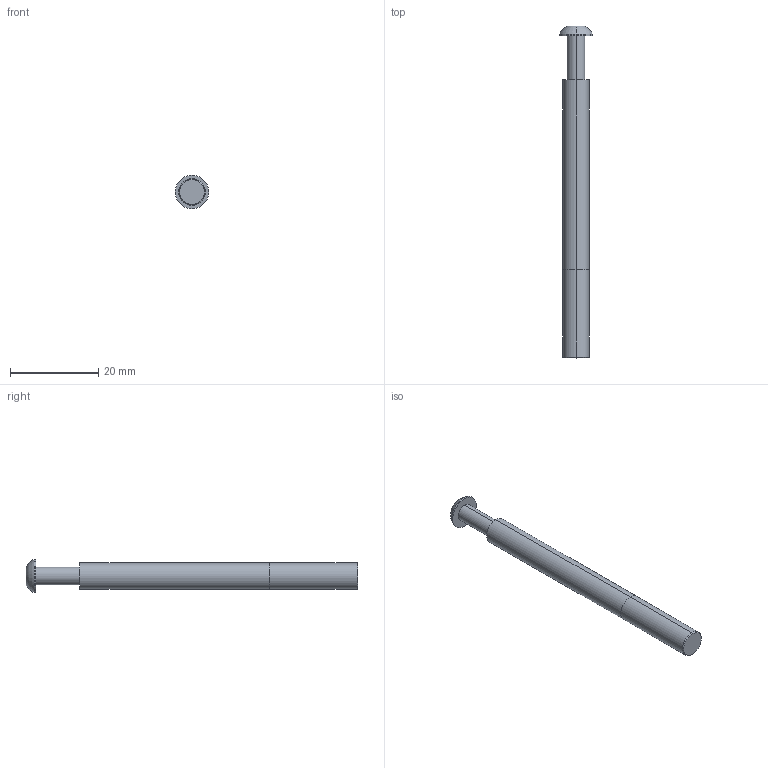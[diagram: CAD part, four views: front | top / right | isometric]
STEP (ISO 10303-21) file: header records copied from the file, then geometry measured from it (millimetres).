
FILE_DESCRIPTION (( 'STEP AP214' ), '1' );
FILE_NAME ('21577~0.STEP', '2019-02-12T12:16:04', ( '' ), ( '' ), 'SwSTEP 2.0', 'SolidWorks 2018', '' );
FILE_SCHEMA (( 'AUTOMOTIVE_DESIGN' ));
Length unit declared in the file: millimetre
Products named in the file (1): 21577~0
Bounding box: 7.6 x 75.2 x 7.6 mm (x, y, z)
Volume: 1966.9 mm3; surface area: 1478.1 mm2
Topology: 1 solids, 1 shells, 34 faces, 81 edges, 52 vertices
Faces by surface type: cylinder 25, plane 5, torus 2, cone 2
Entity records: 1133 total; most frequent: DIRECTION 205, CARTESIAN_POINT 168, ORIENTED_EDGE 162, AXIS2_PLACEMENT_3D 89, EDGE_CURVE 81, CIRCLE 54, VERTEX_POINT 52, EDGE_LOOP 37
